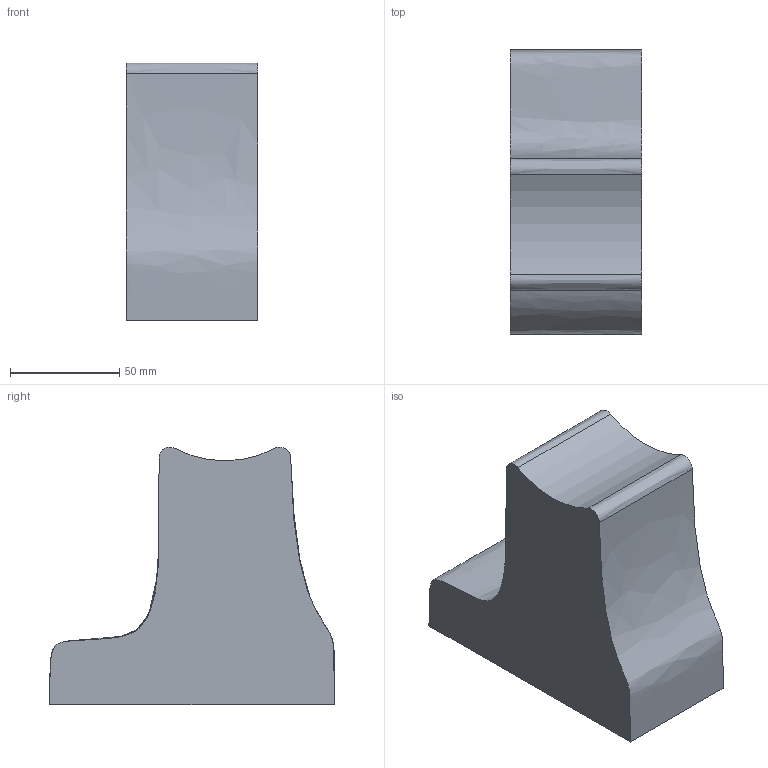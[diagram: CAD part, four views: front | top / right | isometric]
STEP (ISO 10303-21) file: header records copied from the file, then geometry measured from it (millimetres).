
FILE_DESCRIPTION(/* description */ (''),/* implementation_level */ '2;1');
FILE_NAME(/* name */ 'shank_back.step',/* time_stamp */ '2021-05-25T08:09:27-04:00',/* author */ ('boxi'),/* organization */ (''),/* preprocessor_version */ 'ST-DEVELOPER v18',/* originating_system */ 'Autodesk Inventor 2020',/* authorisation */ '');
FILE_SCHEMA (('CONFIG_CONTROL_DESIGN'));
Length unit declared in the file: millimetre
Products named in the file (1): shank_2
Bounding box: 60 x 130 x 117.74 mm (x, y, z)
Volume: 571660.9 mm3; surface area: 46703 mm2
Topology: 1 solids, 1 shells, 8 faces, 18 edges, 12 vertices
Faces by surface type: bspline 4, plane 3, cylinder 1
Entity records: 393 total; most frequent: CARTESIAN_POINT 203, ORIENTED_EDGE 36, EDGE_CURVE 18, DIRECTION 18, B_SPLINE_CURVE_WITH_KNOTS 12, VERTEX_POINT 12, FACE_OUTER_BOUND 8, EDGE_LOOP 8
